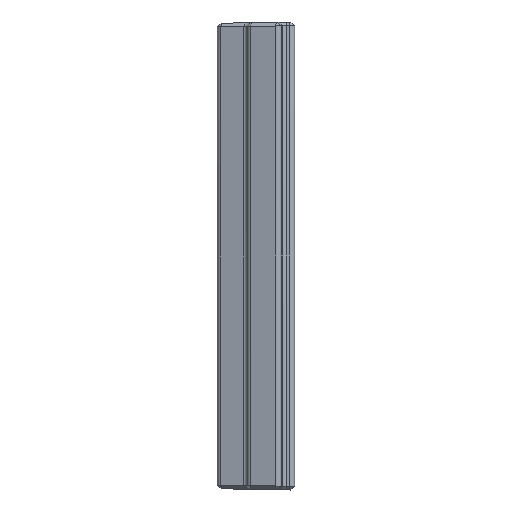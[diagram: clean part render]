
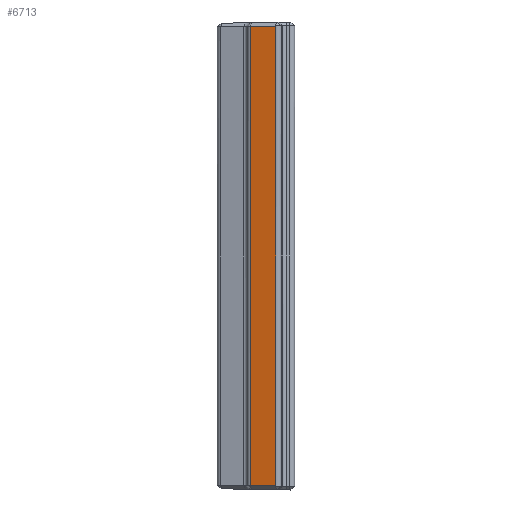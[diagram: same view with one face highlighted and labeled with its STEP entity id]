
A CAD part, left-side view. The second image highlights one B-rep face of the part: STEP entity #6713.
In plain terms, the highlighted planar face has unit normal (-0.966, 0.259, 0).
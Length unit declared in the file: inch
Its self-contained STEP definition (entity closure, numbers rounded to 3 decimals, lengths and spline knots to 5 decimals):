
#277=PLANE('',#7516);
#580=LINE('',#9981,#912);
#850=LINE('',#17382,#1182);
#851=LINE('',#17384,#1183);
#852=LINE('',#17385,#1184);
#912=VECTOR('',#8198,39.37008);
#1182=VECTOR('',#9262,39.37008);
#1183=VECTOR('',#9263,39.37008);
#1184=VECTOR('',#9264,39.37008);
#1726=FACE_OUTER_BOUND('',#2160,.T.);
#2160=EDGE_LOOP('',(#5833,#5834,#5835,#5836));
#2878=VERTEX_POINT('',#9965);
#2879=VERTEX_POINT('',#9980);
#3148=VERTEX_POINT('',#17381);
#3149=VERTEX_POINT('',#17383);
#3482=EDGE_CURVE('',#2878,#2879,#580,.T.);
#4100=EDGE_CURVE('',#3148,#2878,#850,.T.);
#4101=EDGE_CURVE('',#3149,#3148,#851,.T.);
#4102=EDGE_CURVE('',#2879,#3149,#852,.T.);
#5833=ORIENTED_EDGE('',*,*,#4100,.F.);
#5834=ORIENTED_EDGE('',*,*,#4101,.F.);
#5835=ORIENTED_EDGE('',*,*,#4102,.F.);
#5836=ORIENTED_EDGE('',*,*,#3482,.F.);
#6713=ADVANCED_FACE('',(#1726),#277,.F.);
#7516=AXIS2_PLACEMENT_3D('',#17380,#9260,#9261);
#8198=DIRECTION('',(0.,0.,-1.));
#9260=DIRECTION('center_axis',(0.966,-0.259,0.));
#9261=DIRECTION('ref_axis',(0.259,0.966,0.));
#9262=DIRECTION('',(-0.259,-0.966,0.017));
#9263=DIRECTION('',(0.,0.,1.));
#9264=DIRECTION('',(0.259,0.966,0.017));
#9965=CARTESIAN_POINT('',(-0.34275,-0.0683,0.98263));
#9980=CARTESIAN_POINT('',(-0.34275,-0.0683,-0.98263));
#9981=CARTESIAN_POINT('',(-0.34275,-0.0683,1.));
#17380=CARTESIAN_POINT('Origin',(-0.28356,0.15258,1.));
#17381=CARTESIAN_POINT('',(-0.31411,0.03856,0.98076));
#17382=CARTESIAN_POINT('',(-0.34275,-0.0683,0.98262));
#17383=CARTESIAN_POINT('',(-0.31411,0.03856,-0.98076));
#17384=CARTESIAN_POINT('',(-0.31411,0.03856,-3.6072));
#17385=CARTESIAN_POINT('',(-0.31411,0.03856,-0.98076));
